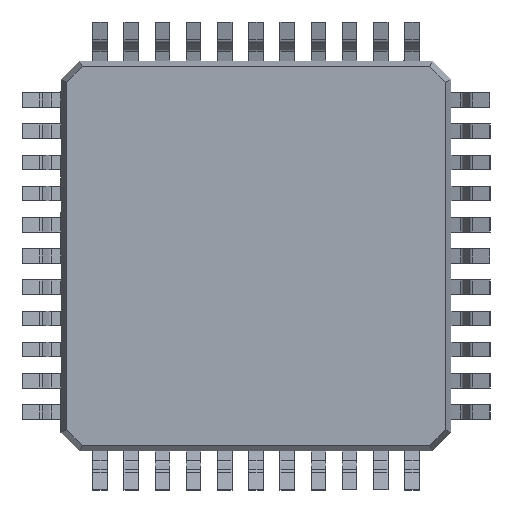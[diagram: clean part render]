
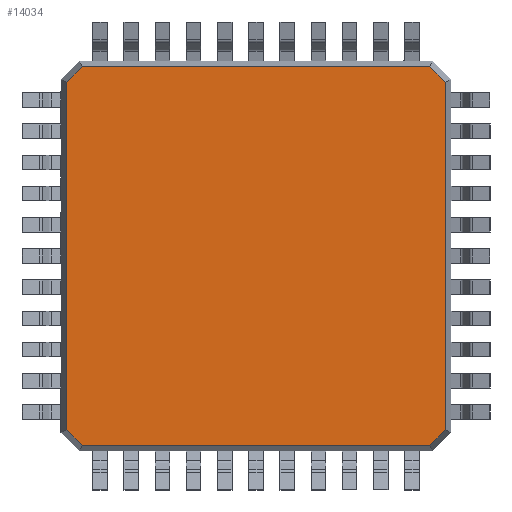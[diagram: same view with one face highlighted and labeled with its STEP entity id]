
A CAD part, front view. The second image highlights one B-rep face of the part: STEP entity #14034.
In plain terms, the highlighted planar face has unit normal (0, -1, 0).
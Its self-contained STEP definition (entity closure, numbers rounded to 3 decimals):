
#257 = ORIENTED_EDGE ( 'NONE', *, *, #7965, .F. ) ;
#794 = VECTOR ( 'NONE', #26876, 1000. ) ;
#1279 = VERTEX_POINT ( 'NONE', #5145 ) ;
#1572 = VECTOR ( 'NONE', #13051, 1000. ) ;
#2061 = DIRECTION ( 'NONE',  ( 1., 0., 0. ) ) ;
#2234 = CARTESIAN_POINT ( 'NONE',  ( 8.109, -0.874, -0.273 ) ) ;
#2688 = DIRECTION ( 'NONE',  ( 0., 1., 0. ) ) ;
#3478 = DIRECTION ( 'NONE',  ( 0., 0., -1. ) ) ;
#3918 = ORIENTED_EDGE ( 'NONE', *, *, #33061, .F. ) ;
#4018 = CARTESIAN_POINT ( 'NONE',  ( 8.109, -0.874, -0.273 ) ) ;
#4606 = LINE ( 'NONE', #18501, #17731 ) ;
#5089 = FACE_OUTER_BOUND ( 'NONE', #28024, .T. ) ;
#5145 = CARTESIAN_POINT ( 'NONE',  ( 7.717, -0.874, 9.035 ) ) ;
#5267 = CARTESIAN_POINT ( 'NONE',  ( -1.199, -0.874, 9.035 ) ) ;
#5741 = CARTESIAN_POINT ( 'NONE',  ( -1.199, -0.874, -0.665 ) ) ;
#5879 = CARTESIAN_POINT ( 'NONE',  ( 3.259, -0.874, -0.665 ) ) ;
#6081 = EDGE_CURVE ( 'NONE', #18681, #6977, #20938, .T. ) ;
#6278 = CARTESIAN_POINT ( 'NONE',  ( -1.591, -0.874, 8.643 ) ) ;
#6749 = VECTOR ( 'NONE', #3478, 1000. ) ;
#6977 = VERTEX_POINT ( 'NONE', #33022 ) ;
#7584 = LINE ( 'NONE', #21948, #6749 ) ;
#7965 = EDGE_CURVE ( 'NONE', #1279, #17383, #13945, .T. ) ;
#8524 = DIRECTION ( 'NONE',  ( -1., 0., 0. ) ) ;
#8557 = LINE ( 'NONE', #28767, #1572 ) ;
#8793 = AXIS2_PLACEMENT_3D ( 'NONE', #18424, #2688, #21075 ) ;
#11259 = ORIENTED_EDGE ( 'NONE', *, *, #29423, .F. ) ;
#11290 = VERTEX_POINT ( 'NONE', #25445 ) ;
#11546 = VERTEX_POINT ( 'NONE', #5741 ) ;
#12623 = ORIENTED_EDGE ( 'NONE', *, *, #6081, .F. ) ;
#13051 = DIRECTION ( 'NONE',  ( 0.707, 0., 0.707 ) ) ;
#13945 = LINE ( 'NONE', #24297, #794 ) ;
#14034 = ADVANCED_FACE ( 'NONE', ( #5089 ), #20965, .F. ) ;
#14255 = LINE ( 'NONE', #33487, #21243 ) ;
#14946 = VECTOR ( 'NONE', #30600, 1000. ) ;
#17202 = VERTEX_POINT ( 'NONE', #5267 ) ;
#17383 = VERTEX_POINT ( 'NONE', #26994 ) ;
#17731 = VECTOR ( 'NONE', #21159, 1000. ) ;
#18424 = CARTESIAN_POINT ( 'NONE',  ( 3.259, -0.874, 4.185 ) ) ;
#18501 = CARTESIAN_POINT ( 'NONE',  ( -1.591, -0.874, 4.185 ) ) ;
#18681 = VERTEX_POINT ( 'NONE', #4018 ) ;
#20515 = ORIENTED_EDGE ( 'NONE', *, *, #22264, .F. ) ;
#20812 = ORIENTED_EDGE ( 'NONE', *, *, #29515, .F. ) ;
#20938 = LINE ( 'NONE', #2234, #21760 ) ;
#20965 = PLANE ( 'NONE',  #8793 ) ;
#21075 = DIRECTION ( 'NONE',  ( 0., 0., 1. ) ) ;
#21159 = DIRECTION ( 'NONE',  ( 0., 0., 1. ) ) ;
#21243 = VECTOR ( 'NONE', #2061, 1000. ) ;
#21718 = EDGE_CURVE ( 'NONE', #17202, #1279, #14255, .T. ) ;
#21760 = VECTOR ( 'NONE', #28382, 1000. ) ;
#21948 = CARTESIAN_POINT ( 'NONE',  ( 8.109, -0.874, 4.185 ) ) ;
#21966 = VECTOR ( 'NONE', #8524, 1000. ) ;
#22264 = EDGE_CURVE ( 'NONE', #11546, #11290, #22722, .T. ) ;
#22722 = LINE ( 'NONE', #33125, #14946 ) ;
#24297 = CARTESIAN_POINT ( 'NONE',  ( 7.717, -0.874, 9.035 ) ) ;
#25445 = CARTESIAN_POINT ( 'NONE',  ( -1.591, -0.874, -0.273 ) ) ;
#26876 = DIRECTION ( 'NONE',  ( 0.707, 0., -0.707 ) ) ;
#26994 = CARTESIAN_POINT ( 'NONE',  ( 8.109, -0.874, 8.643 ) ) ;
#28024 = EDGE_LOOP ( 'NONE', ( #3918, #20515, #11259, #12623, #20812, #257, #31597, #29514 ) ) ;
#28096 = LINE ( 'NONE', #5879, #21966 ) ;
#28098 = EDGE_CURVE ( 'NONE', #28361, #17202, #8557, .T. ) ;
#28361 = VERTEX_POINT ( 'NONE', #6278 ) ;
#28382 = DIRECTION ( 'NONE',  ( -0.707, 0., -0.707 ) ) ;
#28767 = CARTESIAN_POINT ( 'NONE',  ( -1.591, -0.874, 8.643 ) ) ;
#29423 = EDGE_CURVE ( 'NONE', #6977, #11546, #28096, .T. ) ;
#29514 = ORIENTED_EDGE ( 'NONE', *, *, #28098, .F. ) ;
#29515 = EDGE_CURVE ( 'NONE', #17383, #18681, #7584, .T. ) ;
#30600 = DIRECTION ( 'NONE',  ( -0.707, 0., 0.707 ) ) ;
#31597 = ORIENTED_EDGE ( 'NONE', *, *, #21718, .F. ) ;
#33022 = CARTESIAN_POINT ( 'NONE',  ( 7.717, -0.874, -0.665 ) ) ;
#33061 = EDGE_CURVE ( 'NONE', #11290, #28361, #4606, .T. ) ;
#33125 = CARTESIAN_POINT ( 'NONE',  ( -1.199, -0.874, -0.665 ) ) ;
#33487 = CARTESIAN_POINT ( 'NONE',  ( 3.259, -0.874, 9.035 ) ) ;
